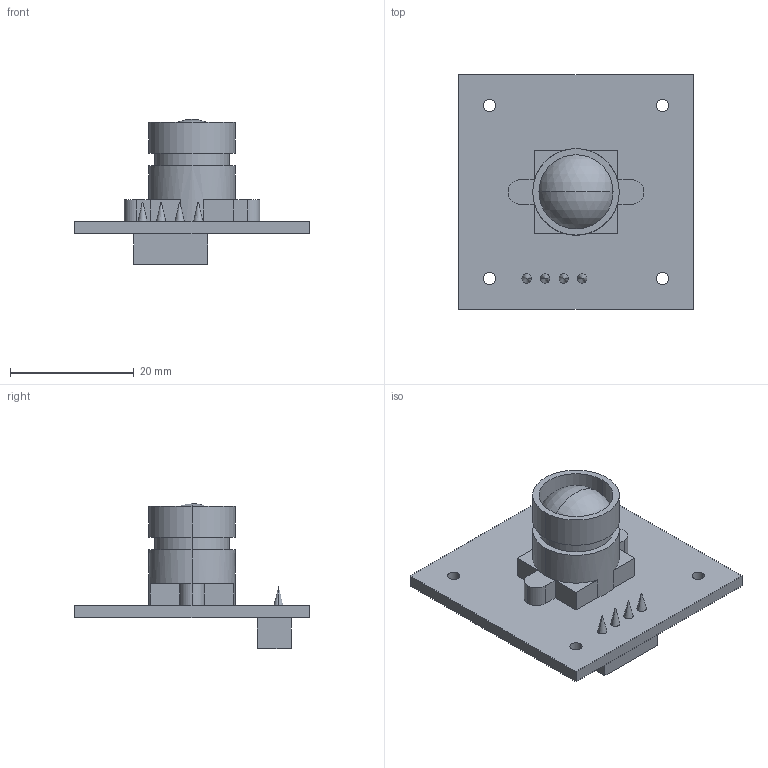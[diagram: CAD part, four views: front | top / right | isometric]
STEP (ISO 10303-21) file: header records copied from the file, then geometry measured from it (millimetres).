
FILE_DESCRIPTION (( 'STEP AP203' ), '1' );
FILE_NAME ('禸鎢扜砉芛.STEP', '2023-12-29T12:50:04', ( '' ), ( '' ), 'SwSTEP 2.0', 'SolidWorks 2023', '' );
FILE_SCHEMA (( 'CONFIG_CONTROL_DESIGN' ));
Length unit declared in the file: millimetre
Products named in the file (1): 扫码摄像头
Bounding box: 38 x 38 x 23.5 mm (x, y, z)
Volume: 5656.1 mm3; surface area: 4454.2 mm2
Topology: 1 solids, 1 shells, 61 faces, 149 edges, 99 vertices
Faces by surface type: plane 32, cylinder 19, cone 8, sphere 2
Entity records: 1908 total; most frequent: DIRECTION 333, CARTESIAN_POINT 310, ORIENTED_EDGE 298, EDGE_CURVE 149, AXIS2_PLACEMENT_3D 122, VERTEX_POINT 99, LINE 89, VECTOR 89
